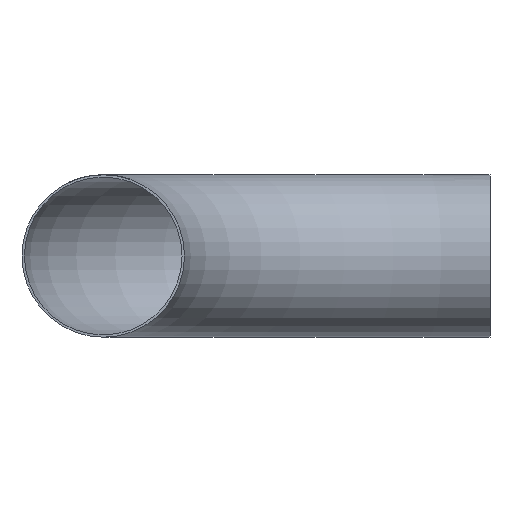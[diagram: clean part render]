
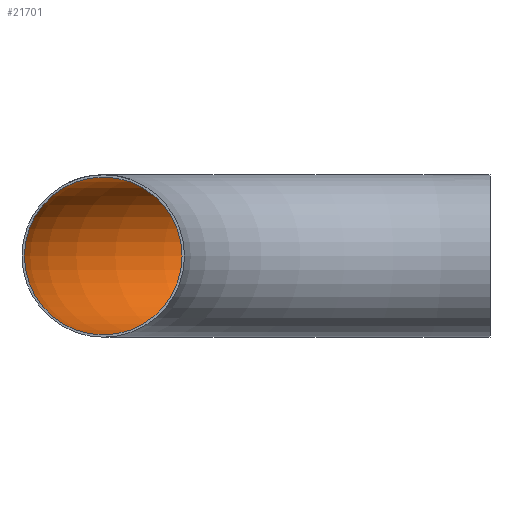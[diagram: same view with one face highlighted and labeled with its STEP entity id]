
A CAD part, front view. The second image highlights one B-rep face of the part: STEP entity #21701.
In plain terms, the highlighted toroidal (fillet/blend) face has major radius 650 mm and minor radius 132.5 mm.
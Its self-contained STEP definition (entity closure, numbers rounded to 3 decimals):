
#539 = ORIENTED_EDGE ( 'NONE', *, *, #18856, .T. ) ;
#644 = TOROIDAL_SURFACE ( 'NONE', #10382, 650., 132.5 ) ;
#877 = DIRECTION ( 'NONE',  ( 0., 0., 1. ) ) ;
#2774 = CARTESIAN_POINT ( 'NONE',  ( -650., 0., 0. ) ) ;
#2901 = VERTEX_POINT ( 'NONE', #22978 ) ;
#3050 = VERTEX_POINT ( 'NONE', #7263 ) ;
#5177 = DIRECTION ( 'NONE',  ( 0., 1., 0. ) ) ;
#5791 = AXIS2_PLACEMENT_3D ( 'NONE', #22790, #11448, #5177 ) ;
#5943 = ORIENTED_EDGE ( 'NONE', *, *, #6902, .F. ) ;
#6902 = EDGE_CURVE ( 'NONE', #2901, #2901, #27409, .T. ) ;
#7263 = CARTESIAN_POINT ( 'NONE',  ( 0., 782.5, 0. ) ) ;
#9095 = DIRECTION ( 'NONE',  ( 0., 0., -1. ) ) ;
#9949 = CIRCLE ( 'NONE', #5791, 132.5 ) ;
#10382 = AXIS2_PLACEMENT_3D ( 'NONE', #15507, #9095, #26707 ) ;
#11448 = DIRECTION ( 'NONE',  ( 1., 0., 0. ) ) ;
#13808 = FACE_OUTER_BOUND ( 'NONE', #24790, .T. ) ;
#15507 = CARTESIAN_POINT ( 'NONE',  ( 0., 0., 0. ) ) ;
#15721 = DIRECTION ( 'NONE',  ( 0., 1., 0. ) ) ;
#16750 = AXIS2_PLACEMENT_3D ( 'NONE', #2774, #15721, #877 ) ;
#18856 = EDGE_CURVE ( 'NONE', #3050, #3050, #9949, .T. ) ;
#21701 = ADVANCED_FACE ( 'NONE', ( #13808, #22675 ), #644, .F. ) ;
#22675 = FACE_OUTER_BOUND ( 'NONE', #23521, .T. ) ;
#22790 = CARTESIAN_POINT ( 'NONE',  ( 0., 650., 0. ) ) ;
#22978 = CARTESIAN_POINT ( 'NONE',  ( -650., 0., 132.5 ) ) ;
#23521 = EDGE_LOOP ( 'NONE', ( #5943 ) ) ;
#24790 = EDGE_LOOP ( 'NONE', ( #539 ) ) ;
#26707 = DIRECTION ( 'NONE',  ( -1., 0., 0. ) ) ;
#27409 = CIRCLE ( 'NONE', #16750, 132.5 ) ;
